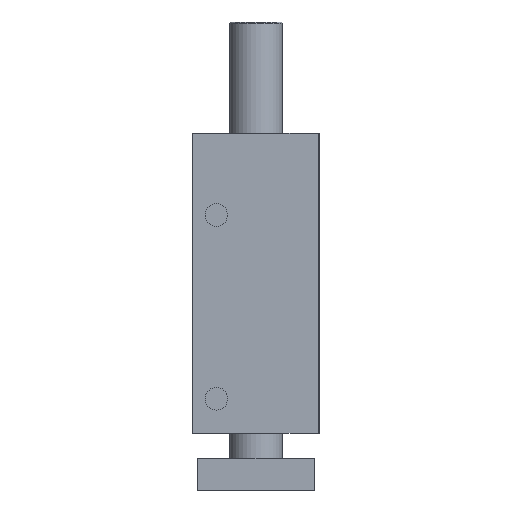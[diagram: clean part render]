
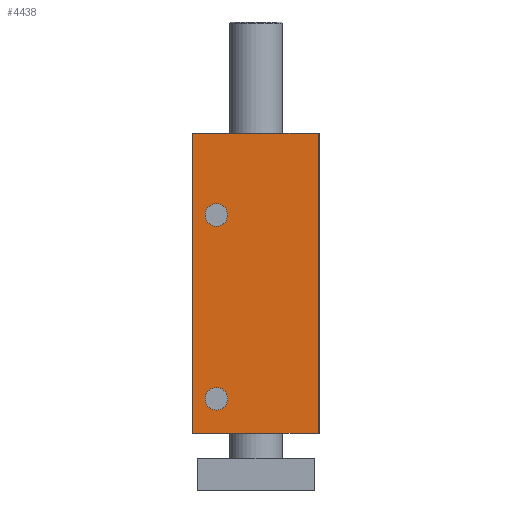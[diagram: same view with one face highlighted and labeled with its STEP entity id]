
A CAD part, front view. The second image highlights one B-rep face of the part: STEP entity #4438.
In plain terms, the highlighted planar face has unit normal (0, -1, 0).
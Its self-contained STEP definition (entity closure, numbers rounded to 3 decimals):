
#494=CARTESIAN_POINT('',(-24.,-56.,113.5));
#495=VERTEX_POINT('',#494);
#502=CARTESIAN_POINT('',(23.5,-56.,113.5));
#503=VERTEX_POINT('',#502);
#504=CARTESIAN_POINT('',(23.5,-56.,113.5));
#505=DIRECTION('',(-1.0,0.0,0.0));
#506=VECTOR('',#505,47.5);
#507=LINE('',#504,#506);
#508=EDGE_CURVE('',#503,#495,#507,.T.);
#2012=CARTESIAN_POINT('',(23.5,-56.,0.0));
#2013=VERTEX_POINT('',#2012);
#2020=CARTESIAN_POINT('',(-24.,-56.,0.0));
#2021=VERTEX_POINT('',#2020);
#2022=CARTESIAN_POINT('',(-24.,-56.,0.0));
#2023=DIRECTION('',(1.0,0.0,0.0));
#2024=VECTOR('',#2023,47.5);
#2025=LINE('',#2022,#2024);
#2026=EDGE_CURVE('',#2021,#2013,#2025,.T.);
#3497=CARTESIAN_POINT('',(-10.717,-56.,82.5));
#3498=VERTEX_POINT('',#3497);
#3499=CARTESIAN_POINT('',(-15.0,-56.,82.5));
#3500=DIRECTION('',(0.0,1.0,0.0));
#3501=DIRECTION('',(1.0,0.0,0.0));
#3502=AXIS2_PLACEMENT_3D('',#3499,#3500,#3501);
#3503=CIRCLE('',#3502,4.283);
#3504=EDGE_CURVE('',#3498,#3498,#3503,.T.);
#3555=CARTESIAN_POINT('',(-10.717,-56.,13.));
#3556=VERTEX_POINT('',#3555);
#3557=CARTESIAN_POINT('',(-15.0,-56.,13.));
#3558=DIRECTION('',(0.0,1.0,0.0));
#3559=DIRECTION('',(1.0,0.0,0.0));
#3560=AXIS2_PLACEMENT_3D('',#3557,#3558,#3559);
#3561=CIRCLE('',#3560,4.283);
#3562=EDGE_CURVE('',#3556,#3556,#3561,.T.);
#4405=CARTESIAN_POINT('',(23.5,-56.,0.0));
#4406=DIRECTION('',(0.0,0.0,1.0));
#4407=VECTOR('',#4406,113.5);
#4408=LINE('',#4405,#4407);
#4409=EDGE_CURVE('',#2013,#503,#4408,.T.);
#4416=CARTESIAN_POINT('',(23.5,-56.,0.0));
#4417=DIRECTION('',(0.0,-1.0,0.0));
#4418=DIRECTION('',(0.0,0.0,-1.0));
#4419=AXIS2_PLACEMENT_3D('',#4416,#4417,#4418);
#4420=PLANE('',#4419);
#4421=ORIENTED_EDGE('',*,*,#508,.T.);
#4422=CARTESIAN_POINT('',(-24.,-56.,0.0));
#4423=DIRECTION('',(0.0,0.0,1.0));
#4424=VECTOR('',#4423,113.5);
#4425=LINE('',#4422,#4424);
#4426=EDGE_CURVE('',#2021,#495,#4425,.T.);
#4427=ORIENTED_EDGE('',*,*,#4426,.F.);
#4428=ORIENTED_EDGE('',*,*,#2026,.T.);
#4429=ORIENTED_EDGE('',*,*,#4409,.T.);
#4430=EDGE_LOOP('',(#4421,#4427,#4428,#4429));
#4431=FACE_OUTER_BOUND('',#4430,.T.);
#4432=ORIENTED_EDGE('',*,*,#3504,.T.);
#4433=EDGE_LOOP('',(#4432));
#4434=FACE_BOUND('',#4433,.T.);
#4435=ORIENTED_EDGE('',*,*,#3562,.T.);
#4436=EDGE_LOOP('',(#4435));
#4437=FACE_BOUND('',#4436,.T.);
#4438=ADVANCED_FACE('',(#4431,#4434,#4437),#4420,.T.);
